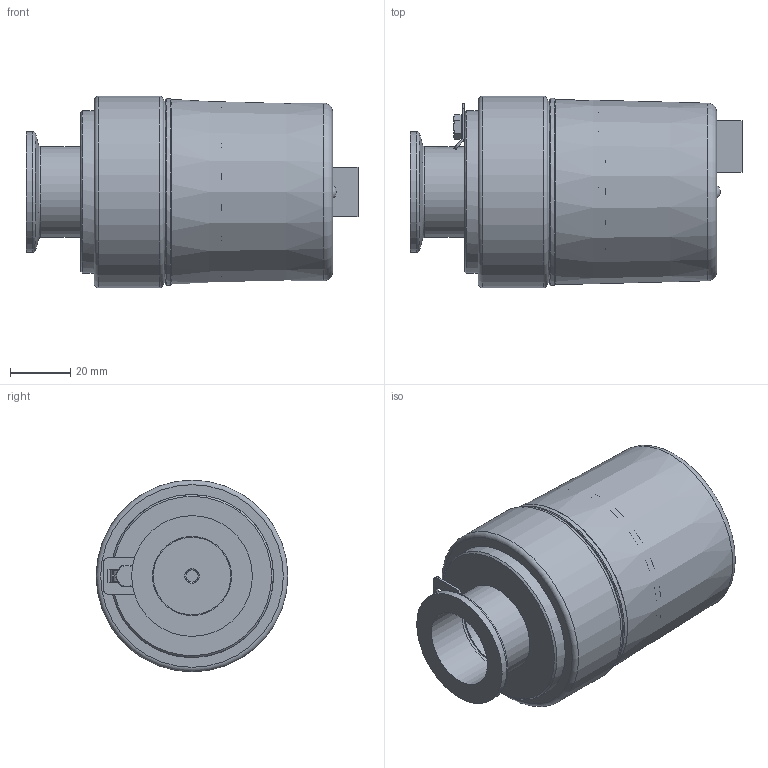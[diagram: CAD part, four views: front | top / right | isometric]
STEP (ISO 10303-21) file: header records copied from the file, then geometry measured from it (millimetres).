
FILE_DESCRIPTION((''),'2;1');
FILE_NAME('351-010.stp','2006-12-21T10:45:54',('BEM'),(''),'Autodesk Inventor 11','Autodesk Inventor 11','');
FILE_SCHEMA(('AUTOMOTIVE_DESIGN { 1 0 10303 214 1 1 1 1 }'));
Length unit declared in the file: millimetre
Products named in the file (1): Bauteil7
Bounding box: 110 x 63.5 x 63.5 mm (x, y, z)
Volume: 127893.7 mm3; surface area: 68383.5 mm2
Topology: 1 solids, 5 shells, 398 faces, 1093 edges, 718 vertices
Faces by surface type: plane 231, cylinder 118, cone 37, torus 6, bspline 5, sphere 1
Full cylindrical faces by diameter (mm): 1.8 x7, 2 x1, 2.1 x1, 2.5 x1, 3 x2, 3.2 x3, 3.4 x5, 4 x2, 4.6 x1, 6.92 x1, 8 x1, 9 x1, 10.9 x1, 25.7 x1, 26.2 x2, 27.2 x1, 27.7 x1, 28 x1, 29 x3, 30 x1, 33 x1, 40 x1, 54 x2, 55 x1, 55.1 x1, 57 x1, 59.4 x1, 60 x1, 62 x1, 63.5 x1
Entity records: 12692 total; most frequent: CARTESIAN_POINT 2754, DIRECTION 2041, ORIENTED_EDGE 1976, EDGE_CURVE 988, AXIS2_PLACEMENT_3D 708, VERTEX_POINT 692, VECTOR 625, LINE 625
